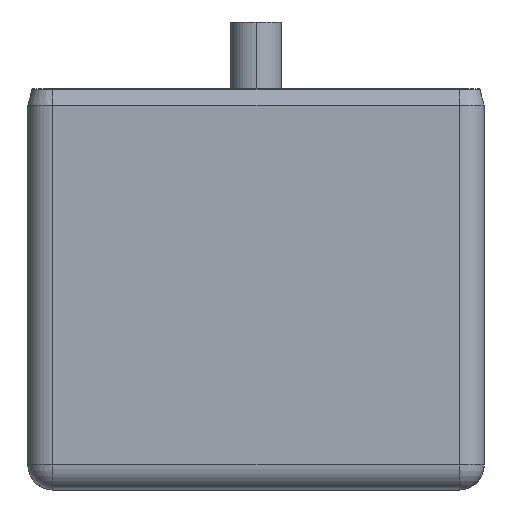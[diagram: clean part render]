
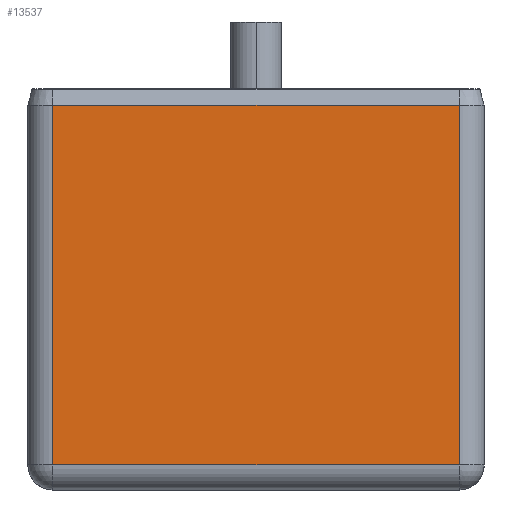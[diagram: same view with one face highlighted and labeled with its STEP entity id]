
A CAD part, left-side view. The second image highlights one B-rep face of the part: STEP entity #13537.
In plain terms, the highlighted planar face has unit normal (-1, 0, 0).
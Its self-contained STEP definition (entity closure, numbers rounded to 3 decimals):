
#3706=DIRECTION('',(0.,0.,1.));
#3707=VECTOR('',#3706,21.52);
#3708=CARTESIAN_POINT('',(-13.65,12.15,-20.52));
#3709=LINE('',#3708,#3707);
#3720=DIRECTION('',(0.,1.,0.));
#3721=VECTOR('',#3720,24.3);
#3722=CARTESIAN_POINT('',(-13.65,-12.15,1.));
#3723=LINE('',#3722,#3721);
#3734=DIRECTION('',(0.,0.,-1.));
#3735=VECTOR('',#3734,21.52);
#3736=CARTESIAN_POINT('',(-13.65,-12.15,1.));
#3737=LINE('',#3736,#3735);
#3861=DIRECTION('',(0.,1.,0.));
#3862=VECTOR('',#3861,24.3);
#3863=CARTESIAN_POINT('',(-13.65,-12.15,-20.52));
#3864=LINE('',#3863,#3862);
#7559=CARTESIAN_POINT('',(-13.65,12.15,-20.52));
#7560=VERTEX_POINT('',#7559);
#7734=CARTESIAN_POINT('',(-13.65,-12.15,1.));
#7735=VERTEX_POINT('',#7734);
#7930=CARTESIAN_POINT('',(-13.65,12.15,1.));
#7931=VERTEX_POINT('',#7930);
#8053=CARTESIAN_POINT('',(-13.65,-12.15,-20.52));
#8054=VERTEX_POINT('',#8053);
#13524=CARTESIAN_POINT('',(-13.65,-13.65,-22.02));
#13525=DIRECTION('',(1.,0.,0.));
#13526=DIRECTION('',(0.,-1.,0.));
#13527=AXIS2_PLACEMENT_3D('',#13524,#13525,#13526);
#13528=PLANE('',#13527);
#13529=ORIENTED_EDGE('',*,*,#9646,.F.);
#13531=ORIENTED_EDGE('',*,*,#13530,.T.);
#13533=ORIENTED_EDGE('',*,*,#13532,.T.);
#13534=ORIENTED_EDGE('',*,*,#13516,.T.);
#13535=EDGE_LOOP('',(#13529,#13531,#13533,#13534));
#13536=FACE_OUTER_BOUND('',#13535,.F.);
#13537=ADVANCED_FACE('',(#13536),#13528,.F.);
#9646=EDGE_CURVE('',#7735,#7931,#3723,.T.);
#13516=EDGE_CURVE('',#7560,#7931,#3709,.T.);
#13530=EDGE_CURVE('',#7735,#8054,#3737,.T.);
#13532=EDGE_CURVE('',#8054,#7560,#3864,.T.);
